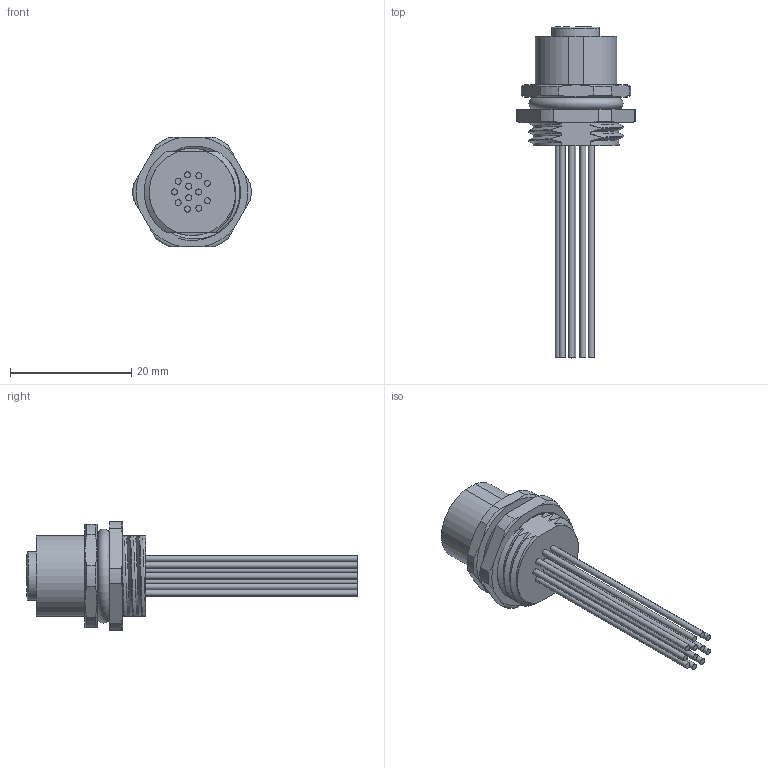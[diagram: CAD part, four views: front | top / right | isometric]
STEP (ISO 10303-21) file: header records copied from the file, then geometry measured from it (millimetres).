
FILE_DESCRIPTION(/* description */ (''),/* implementation_level */ '2;1');
FILE_NAME(/* name */ '112901.stp',/* time_stamp */ '2023-11-29T15:23:04+08:00',/* author */ (''),/* organization */ (''),/* preprocessor_version */ 'ST-DEVELOPER v18.1',/* originating_system */ 'SIEMENS PLM Software NX 1980',/* authorisation */ '');
FILE_SCHEMA (('AUTOMOTIVE_DESIGN { 1 0 10303 214 3 1 1 1 }'));
Length unit declared in the file: millimetre
Products named in the file (1): 112901
Bounding box: 19.48 x 54.7 x 18 mm (x, y, z)
Volume: 3045.4 mm3; surface area: 5176.4 mm2
Topology: 3 solids, 39 shells, 862 faces, 2177 edges, 1384 vertices
Faces by surface type: cylinder 329, plane 274, cone 185, bspline 36, torus 36, sphere 2
Full cylindrical faces by diameter (mm): 0.7 x12, 1 x12, 1.13 x24, 1.2 x12, 8 x1, 8.2 x1, 9.8 x1, 10.7 x1, 10.9 x1, 12 x8, 13 x1
Entity records: 31831 total; most frequent: CARTESIAN_POINT 12795, DIRECTION 4089, ORIENTED_EDGE 3622, EDGE_CURVE 1811, AXIS2_PLACEMENT_3D 1802, VERTEX_POINT 1244, EDGE_LOOP 1155, CIRCLE 886
